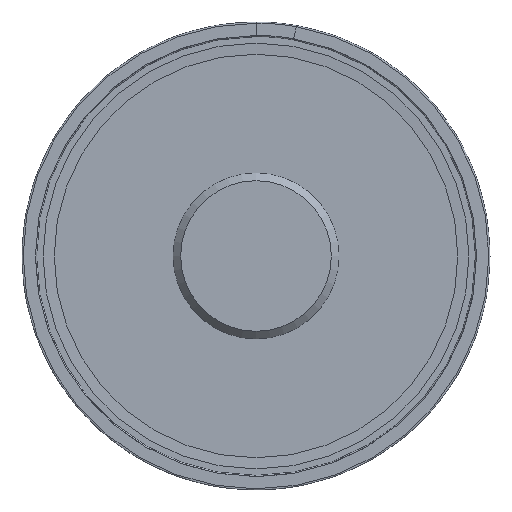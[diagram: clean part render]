
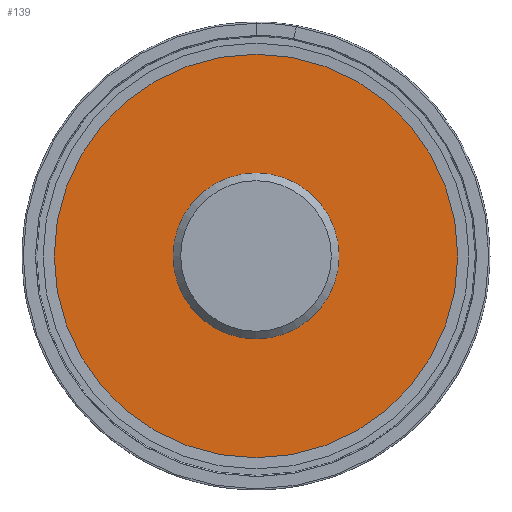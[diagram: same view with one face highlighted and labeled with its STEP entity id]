
A CAD part, left-side view. The second image highlights one B-rep face of the part: STEP entity #139.
In plain terms, the highlighted planar face has unit normal (-1, 0, 0).
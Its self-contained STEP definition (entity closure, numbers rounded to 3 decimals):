
#40=PLANE('',#679);
#65=FACE_BOUND('',#248,.T.);
#66=FACE_BOUND('',#249,.T.);
#139=ADVANCED_FACE('',(#65,#66),#40,.F.);
#248=EDGE_LOOP('',(#432));
#249=EDGE_LOOP('',(#433));
#432=ORIENTED_EDGE('',*,*,#547,.F.);
#433=ORIENTED_EDGE('',*,*,#557,.T.);
#471=VERTEX_POINT('',#1388);
#481=VERTEX_POINT('',#1419);
#547=EDGE_CURVE('',#471,#471,#595,.T.);
#557=EDGE_CURVE('',#481,#481,#605,.T.);
#595=CIRCLE('',#656,28.35);
#605=CIRCLE('',#677,68.984);
#656=AXIS2_PLACEMENT_3D('',#1387,#796,#797);
#677=AXIS2_PLACEMENT_3D('',#1418,#838,#839);
#679=AXIS2_PLACEMENT_3D('',#1421,#842,#843);
#796=DIRECTION('',(-1.,0.,0.));
#797=DIRECTION('',(0.,0.,1.));
#838=DIRECTION('',(-1.,0.,0.));
#839=DIRECTION('',(0.,0.,1.));
#842=DIRECTION('',(1.,0.,0.));
#843=DIRECTION('',(0.,0.,-1.));
#1387=CARTESIAN_POINT('',(0.6,0.,0.));
#1388=CARTESIAN_POINT('',(0.6,0.,28.35));
#1418=CARTESIAN_POINT('',(0.6,0.,0.));
#1419=CARTESIAN_POINT('',(0.6,0.,68.984));
#1421=CARTESIAN_POINT('',(0.6,68.984,0.));
